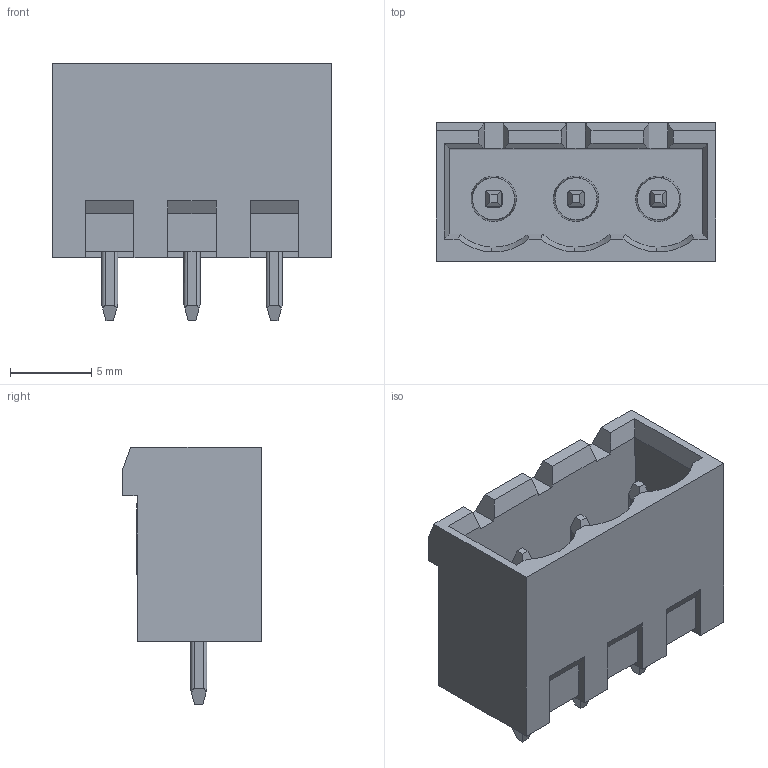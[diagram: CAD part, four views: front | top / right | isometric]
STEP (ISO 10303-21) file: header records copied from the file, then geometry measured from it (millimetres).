
FILE_DESCRIPTION(('STEP AP214'),'1');
FILE_NAME('cctmp_88FC620D-5D2E-4A27-BB2F-ABE5DBC8B5DB_2023_02_03_14_53_18_0914_7216..stp','2023-02-03T14:53:19',('PHOENIX CONTACT Deutschland GmbH'),('CADClick - www.CADClick.com'),'Spatial InterOp 3D',' ','unknown authorization');
FILE_SCHEMA(('AUTOMOTIVE_DESIGN'));
Length unit declared in the file: millimetre
Products named in the file (5): 2023_02_03_14_53_18_0711; 2023_02_03_14_53_18_0914; 2023_02_03_14_53_18_0899; 2023_02_03_14_53_18_0883; 2023_02_03_14_53_18_0852
Assembly tree (4 placements, depth 2):
  2023_02_03_14_53_18_0711
    2023_02_03_14_53_18_0914
    2023_02_03_14_53_18_0899
    2023_02_03_14_53_18_0883
    2023_02_03_14_53_18_0852
Bounding box: 17.24 x 8.57 x 15.9 mm (x, y, z)
Volume: 866.5 mm3; surface area: 1482.2 mm2
Topology: 4 solids, 4 shells, 496 faces, 1406 edges, 938 vertices
Faces by surface type: plane 389, cylinder 92, cone 12, sphere 3
Entity records: 32476 total; most frequent: CARTESIAN_POINT 4549, ORIENTED_EDGE 2812, STYLED_ITEM 2679, PRESENTATION_STYLE_ASSIGNMENT 2679, COLOUR_RGB 2679, DIRECTION 2499, EDGE_CURVE 1406, CURVE_STYLE 1350
